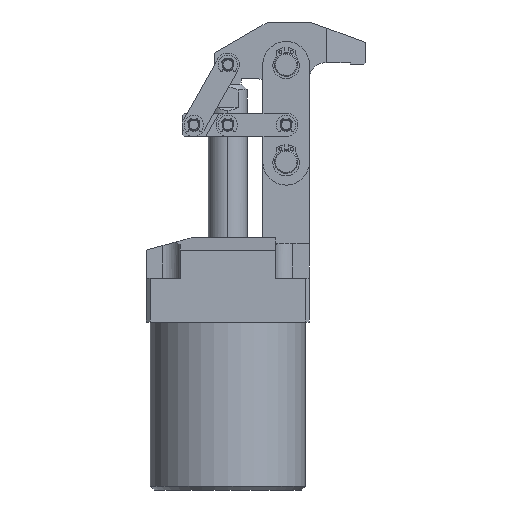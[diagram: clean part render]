
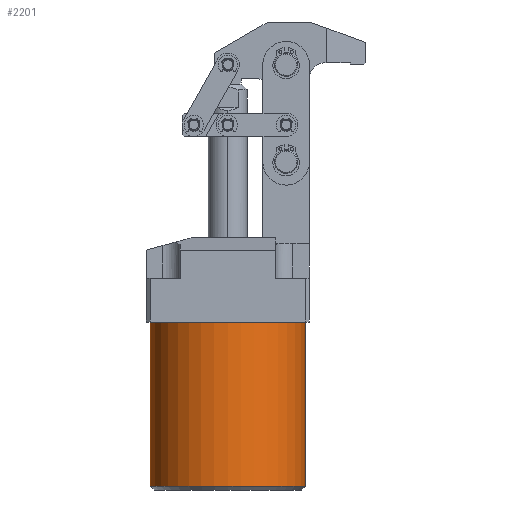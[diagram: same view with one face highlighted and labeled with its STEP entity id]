
A CAD part, front view. The second image highlights one B-rep face of the part: STEP entity #2201.
In plain terms, the highlighted cylindrical face has radius 40 mm (diameter 80 mm), a partial arc.
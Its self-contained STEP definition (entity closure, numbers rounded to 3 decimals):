
#762 = AXIS2_PLACEMENT_3D ( 'NONE', #11565, #11566, #11567 ) ;
#1032 = AXIS2_PLACEMENT_3D ( 'NONE', #2583, #2584, #2585 ) ;
#1176 = DIRECTION ( 'NONE',  ( 1., 0., 0. ) ) ;
#1183 = DIRECTION ( 'NONE',  ( 0., 0., 1. ) ) ;
#1184 = CARTESIAN_POINT ( 'NONE',  ( 0., 0., -86.5 ) ) ;
#1694 = CYLINDRICAL_SURFACE ( 'NONE', #11201, 40. ) ;
#1701 = FACE_OUTER_BOUND ( 'NONE', #6617, .T. ) ;
#2201 = ADVANCED_FACE ( 'NONE', ( #1701 ), #1694, .T. ) ;
#2441 = DIRECTION ( 'NONE',  ( 0., 0., 1. ) ) ;
#2446 = DIRECTION ( 'NONE',  ( 0., 0., 1. ) ) ;
#2447 = CARTESIAN_POINT ( 'NONE',  ( 40., 0., -86.5 ) ) ;
#2452 = CARTESIAN_POINT ( 'NONE',  ( -40., 0., -86.5 ) ) ;
#2583 = CARTESIAN_POINT ( 'NONE',  ( 0., 0., -84.5 ) ) ;
#2584 = DIRECTION ( 'NONE',  ( 0., 0., 1. ) ) ;
#2585 = DIRECTION ( 'NONE',  ( -1., 0., 0. ) ) ;
#3063 = EDGE_CURVE ( 'NONE', #5583, #5585, #13310, .T. ) ;
#5583 = VERTEX_POINT ( 'NONE', #7832 ) ;
#5585 = VERTEX_POINT ( 'NONE', #7834 ) ;
#5586 = VERTEX_POINT ( 'NONE', #7835 ) ;
#5587 = VERTEX_POINT ( 'NONE', #7836 ) ;
#6617 = EDGE_LOOP ( 'NONE', ( #7998, #7999, #8000, #8001 ) ) ;
#7832 = CARTESIAN_POINT ( 'NONE',  ( 40., 0., 0. ) ) ;
#7834 = CARTESIAN_POINT ( 'NONE',  ( -40., 0., 0. ) ) ;
#7835 = CARTESIAN_POINT ( 'NONE',  ( -40., 0., -84.5 ) ) ;
#7836 = CARTESIAN_POINT ( 'NONE',  ( 40., 0., -84.5 ) ) ;
#7998 = ORIENTED_EDGE ( 'NONE', *, *, #12048, .F. ) ;
#7999 = ORIENTED_EDGE ( 'NONE', *, *, #12102, .T. ) ;
#8000 = ORIENTED_EDGE ( 'NONE', *, *, #12046, .T. ) ;
#8001 = ORIENTED_EDGE ( 'NONE', *, *, #3063, .T. ) ;
#11201 = AXIS2_PLACEMENT_3D ( 'NONE', #1184, #1183, #1176 ) ;
#11565 = CARTESIAN_POINT ( 'NONE',  ( 0., 0., 0. ) ) ;
#11566 = DIRECTION ( 'NONE',  ( 0., 0., -1. ) ) ;
#11567 = DIRECTION ( 'NONE',  ( 1., 0., 0. ) ) ;
#12046 = EDGE_CURVE ( 'NONE', #5587, #5583, #13891, .T. ) ;
#12048 = EDGE_CURVE ( 'NONE', #5586, #5585, #13894, .T. ) ;
#12102 = EDGE_CURVE ( 'NONE', #5586, #5587, #13984, .T. ) ;
#13310 = CIRCLE ( 'NONE', #762, 40. ) ;
#13891 = LINE ( 'NONE', #2447, #13896 ) ;
#13894 = LINE ( 'NONE', #2452, #13899 ) ;
#13896 = VECTOR ( 'NONE', #2441, 1000. ) ;
#13899 = VECTOR ( 'NONE', #2446, 1000. ) ;
#13984 = CIRCLE ( 'NONE', #1032, 40. ) ;
